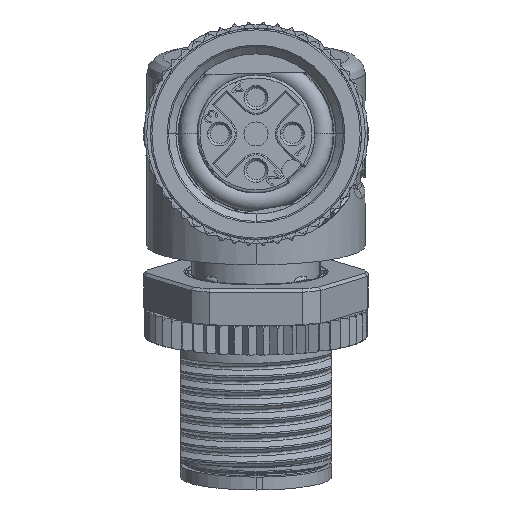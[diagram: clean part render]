
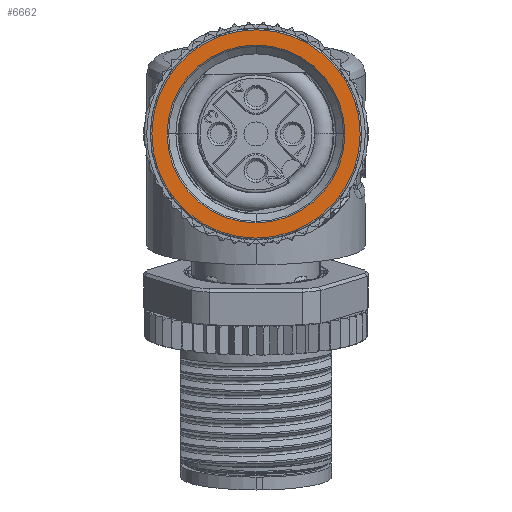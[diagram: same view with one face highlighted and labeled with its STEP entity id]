
A CAD part, front view. The second image highlights one B-rep face of the part: STEP entity #6662.
In plain terms, the highlighted planar face has unit normal (0, -1, 0).
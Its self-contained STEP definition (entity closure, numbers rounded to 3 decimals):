
#6662=ADVANCED_FACE('',(#13452,#13453),#13454,.T.);
#13452=FACE_OUTER_BOUND('',#37659,.T.);
#13453=FACE_BOUND('',#37660,.T.);
#13454=PLANE('',#37661);
#37659=EDGE_LOOP('',(#62580,#62581,#62582,#62583));
#37660=EDGE_LOOP('',(#62584,#62585,#62586,#62587));
#37661=AXIS2_PLACEMENT_3D('',#62588,#62589,#62590);
#62580=ORIENTED_EDGE('',*,*,#71311,.F.);
#62581=ORIENTED_EDGE('',*,*,#69710,.F.);
#62582=ORIENTED_EDGE('',*,*,#71309,.F.);
#62583=ORIENTED_EDGE('',*,*,#69715,.F.);
#62584=ORIENTED_EDGE('',*,*,#71319,.F.);
#62585=ORIENTED_EDGE('',*,*,#69693,.F.);
#62586=ORIENTED_EDGE('',*,*,#69700,.F.);
#62587=ORIENTED_EDGE('',*,*,#71320,.F.);
#62588=CARTESIAN_POINT('',(0.0,-12.4,0.0));
#62589=DIRECTION('',(0.0,-1.0,0.0));
#62590=DIRECTION('',(1.0,0.0,0.0));
#69693=EDGE_CURVE('',#80484,#80482,#80486,.T.);
#69700=EDGE_CURVE('',#80494,#80484,#80496,.T.);
#69710=EDGE_CURVE('',#80512,#80508,#80514,.T.);
#69715=EDGE_CURVE('',#80521,#80517,#80523,.T.);
#71309=EDGE_CURVE('',#80517,#80512,#82813,.T.);
#71311=EDGE_CURVE('',#80508,#80521,#82815,.T.);
#71319=EDGE_CURVE('',#80482,#82824,#82825,.T.);
#71320=EDGE_CURVE('',#82824,#80494,#82826,.T.);
#80482=VERTEX_POINT('',#102621);
#80484=VERTEX_POINT('',#102624);
#80486=CIRCLE('',#102627,6.1);
#80494=VERTEX_POINT('',#102636);
#80496=CIRCLE('',#102639,6.1);
#80508=VERTEX_POINT('',#102651);
#80512=VERTEX_POINT('',#102655);
#80514=CIRCLE('',#102657,7.15);
#80517=VERTEX_POINT('',#102660);
#80521=VERTEX_POINT('',#102664);
#80523=CIRCLE('',#102666,7.15);
#82813=CIRCLE('',#107865,7.15);
#82815=CIRCLE('',#107867,7.15);
#82824=VERTEX_POINT('',#107878);
#82825=CIRCLE('',#107879,6.1);
#82826=CIRCLE('',#107880,6.1);
#102621=CARTESIAN_POINT('',(0.0,-12.4,6.1));
#102624=CARTESIAN_POINT('',(6.1,-12.4,0.0));
#102627=AXIS2_PLACEMENT_3D('',#117776,#117777,#117778);
#102636=CARTESIAN_POINT('',(0.0,-12.4,-6.1));
#102639=AXIS2_PLACEMENT_3D('',#117787,#117788,#117789);
#102651=CARTESIAN_POINT('',(-7.15,-12.4,0.052));
#102655=CARTESIAN_POINT('',(-7.15,-12.4,0.0));
#102657=AXIS2_PLACEMENT_3D('',#117811,#117812,#117813);
#102660=CARTESIAN_POINT('',(7.15,-12.4,-0.052));
#102664=CARTESIAN_POINT('',(7.15,-12.4,0.0));
#102666=AXIS2_PLACEMENT_3D('',#117823,#117824,#117825);
#107865=AXIS2_PLACEMENT_3D('',#119724,#119725,#119726);
#107867=AXIS2_PLACEMENT_3D('',#119727,#119728,#119729);
#107878=CARTESIAN_POINT('',(-6.1,-12.4,0.0));
#107879=AXIS2_PLACEMENT_3D('',#119738,#119739,#119740);
#107880=AXIS2_PLACEMENT_3D('',#119741,#119742,#119743);
#117776=CARTESIAN_POINT('',(0.0,-12.4,0.0));
#117777=DIRECTION('',(0.0,-1.0,0.0));
#117778=DIRECTION('',(1.0,0.0,0.0));
#117787=CARTESIAN_POINT('',(0.0,-12.4,0.0));
#117788=DIRECTION('',(0.0,-1.0,0.0));
#117789=DIRECTION('',(0.0,0.0,-1.0));
#117811=CARTESIAN_POINT('',(0.0,-12.4,0.0));
#117812=DIRECTION('',(0.0,1.0,0.0));
#117813=DIRECTION('',(-1.0,0.0,0.0));
#117823=CARTESIAN_POINT('',(0.0,-12.4,0.0));
#117824=DIRECTION('',(-0.0,1.0,0.0));
#117825=DIRECTION('',(1.0,0.0,0.0));
#119724=CARTESIAN_POINT('',(0.0,-12.4,0.0));
#119725=DIRECTION('',(0.0,1.0,0.0));
#119726=DIRECTION('',(1.,0.0,-0.007));
#119727=CARTESIAN_POINT('',(0.0,-12.4,0.0));
#119728=DIRECTION('',(0.0,1.0,0.0));
#119729=DIRECTION('',(-1.,0.0,0.007));
#119738=CARTESIAN_POINT('',(0.0,-12.4,0.0));
#119739=DIRECTION('',(0.0,-1.0,0.0));
#119740=DIRECTION('',(0.0,0.0,1.0));
#119741=CARTESIAN_POINT('',(0.0,-12.4,0.0));
#119742=DIRECTION('',(0.0,-1.0,0.0));
#119743=DIRECTION('',(-1.0,0.0,0.0));
